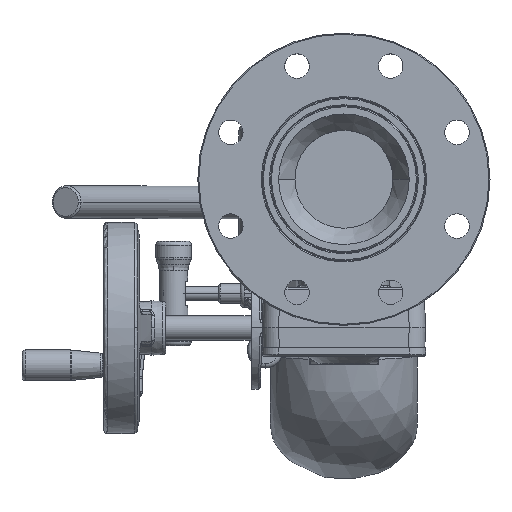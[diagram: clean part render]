
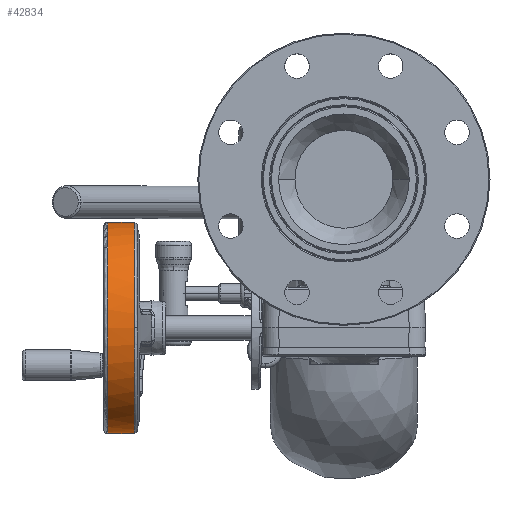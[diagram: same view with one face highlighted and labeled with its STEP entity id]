
A CAD part, top view. The second image highlights one B-rep face of the part: STEP entity #42834.
In plain terms, the highlighted cylindrical face has radius 82.169 mm (diameter 164.338 mm), a partial arc.
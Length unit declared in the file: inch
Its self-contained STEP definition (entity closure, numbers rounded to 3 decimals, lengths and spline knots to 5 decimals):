
#4000 = VERTEX_POINT ( 'NONE', #52459 ) ;
#4001 = VERTEX_POINT ( 'NONE', #52460 ) ;
#4002 = VERTEX_POINT ( 'NONE', #52461 ) ;
#17096 = AXIS2_PLACEMENT_3D ( 'NONE', #20306, #20296, #20295 ) ;
#17482 = AXIS2_PLACEMENT_3D ( 'NONE', #39430, #39432, #39433 ) ;
#18516 = FACE_OUTER_BOUND ( 'NONE', #62164, .T. ) ;
#18517 = CYLINDRICAL_SURFACE ( 'NONE', #17096, 3.235 ) ;
#20295 = DIRECTION ( 'NONE',  ( 0., 0., -1. ) ) ;
#20296 = DIRECTION ( 'NONE',  ( 1., 0., 0. ) ) ;
#20306 = CARTESIAN_POINT ( 'NONE',  ( 0.53035, 0., 0. ) ) ;
#37385 = LINE ( 'NONE', #39450, #37392 ) ;
#37391 = VECTOR ( 'NONE', #39437, 39.37008 ) ;
#37392 = VECTOR ( 'NONE', #39452, 39.37008 ) ;
#37393 = CIRCLE ( 'NONE', #17482, 3.235 ) ;
#37394 = LINE ( 'NONE', #39431, #37391 ) ;
#39386 = CARTESIAN_POINT ( 'NONE',  ( 0.65519, 3.235, 0. ) ) ;
#39395 = CARTESIAN_POINT ( 'NONE',  ( 0.65519, 3.235, -0.16781 ) ) ;
#39396 = CARTESIAN_POINT ( 'NONE',  ( 0.65519, 3.20882, -0.50359 ) ) ;
#39397 = CARTESIAN_POINT ( 'NONE',  ( 0.65519, 3.09196, -0.99493 ) ) ;
#39398 = CARTESIAN_POINT ( 'NONE',  ( 0.65519, 2.90033, -1.46227 ) ) ;
#39399 = CARTESIAN_POINT ( 'NONE',  ( 0.65519, 2.63856, -1.89422 ) ) ;
#39400 = CARTESIAN_POINT ( 'NONE',  ( 0.65519, 2.31299, -2.28039 ) ) ;
#39401 = CARTESIAN_POINT ( 'NONE',  ( 0.65519, 1.9315, -2.6114 ) ) ;
#39402 = CARTESIAN_POINT ( 'NONE',  ( 0.65519, 1.50329, -2.87927 ) ) ;
#39403 = CARTESIAN_POINT ( 'NONE',  ( 0.65519, 1.00783, -3.09072 ) ) ;
#39404 = CARTESIAN_POINT ( 'NONE',  ( 0.65519, 0.50065, -3.21064 ) ) ;
#39405 = CARTESIAN_POINT ( 'NONE',  ( 0.65519, 0.14962, -3.23499 ) ) ;
#39406 = CARTESIAN_POINT ( 'NONE',  ( 0.65519, 0., -3.235 ) ) ;
#39412 = CARTESIAN_POINT ( 'NONE',  ( 0.65519, 0., 3.235 ) ) ;
#39430 = CARTESIAN_POINT ( 'NONE',  ( 1.469, 0., 0. ) ) ;
#39431 = CARTESIAN_POINT ( 'NONE',  ( 0.53035, 0., 3.235 ) ) ;
#39432 = DIRECTION ( 'NONE',  ( -1., 0., 0. ) ) ;
#39433 = DIRECTION ( 'NONE',  ( 0., 0., 1. ) ) ;
#39437 = DIRECTION ( 'NONE',  ( 1., 0., 0. ) ) ;
#39439 = CARTESIAN_POINT ( 'NONE',  ( 0.65519, 0.05729, 3.235 ) ) ;
#39440 = CARTESIAN_POINT ( 'NONE',  ( 0.65519, 0.32545, 3.2279 ) ) ;
#39441 = CARTESIAN_POINT ( 'NONE',  ( 0.65519, 0.8013, 3.15554 ) ) ;
#39442 = CARTESIAN_POINT ( 'NONE',  ( 0.65519, 1.39918, 2.93969 ) ) ;
#39443 = CARTESIAN_POINT ( 'NONE',  ( 0.65519, 1.94372, 2.6118 ) ) ;
#39444 = CARTESIAN_POINT ( 'NONE',  ( 0.65519, 2.4048, 2.19283 ) ) ;
#39445 = CARTESIAN_POINT ( 'NONE',  ( 0.65519, 2.77078, 1.70489 ) ) ;
#39446 = CARTESIAN_POINT ( 'NONE',  ( 0.65519, 3.03579, 1.16953 ) ) ;
#39447 = CARTESIAN_POINT ( 'NONE',  ( 0.65519, 3.19845, 0.59485 ) ) ;
#39448 = CARTESIAN_POINT ( 'NONE',  ( 0.65519, 3.235, 0.1982 ) ) ;
#39449 = CARTESIAN_POINT ( 'NONE',  ( 0.65519, 3.235, 0. ) ) ;
#39450 = CARTESIAN_POINT ( 'NONE',  ( 0.53035, 0., -3.235 ) ) ;
#39452 = DIRECTION ( 'NONE',  ( 1., 0., 0. ) ) ;
#42834 = ADVANCED_FACE ( 'NONE', ( #18516 ), #18517, .T. ) ;
#43768 = ORIENTED_EDGE ( 'NONE', *, *, #44751, .F. ) ;
#43769 = ORIENTED_EDGE ( 'NONE', *, *, #44748, .T. ) ;
#43770 = ORIENTED_EDGE ( 'NONE', *, *, #44743, .T. ) ;
#43771 = ORIENTED_EDGE ( 'NONE', *, *, #44753, .F. ) ;
#43772 = ORIENTED_EDGE ( 'NONE', *, *, #44736, .F. ) ;
#44736 = EDGE_CURVE ( 'NONE', #4001, #47004, #73380, .T. ) ;
#44743 = EDGE_CURVE ( 'NONE', #4002, #63514, #37393, .T. ) ;
#44748 = EDGE_CURVE ( 'NONE', #4000, #4002, #37394, .T. ) ;
#44751 = EDGE_CURVE ( 'NONE', #4000, #4001, #73383, .T. ) ;
#44753 = EDGE_CURVE ( 'NONE', #47004, #63514, #37385, .T. ) ;
#47004 = VERTEX_POINT ( 'NONE', #72716 ) ;
#47373 = CARTESIAN_POINT ( 'NONE',  ( 1.469, 0., -3.235 ) ) ;
#52459 = CARTESIAN_POINT ( 'NONE',  ( 0.65519, 0., 3.235 ) ) ;
#52460 = CARTESIAN_POINT ( 'NONE',  ( 0.65519, 3.235, 0. ) ) ;
#52461 = CARTESIAN_POINT ( 'NONE',  ( 1.469, 0., 3.235 ) ) ;
#62164 = EDGE_LOOP ( 'NONE', ( #43768, #43769, #43770, #43771, #43772 ) ) ;
#63514 = VERTEX_POINT ( 'NONE', #47373 ) ;
#72716 = CARTESIAN_POINT ( 'NONE',  ( 0.65519, 0., -3.235 ) ) ;
#73380 = B_SPLINE_CURVE_WITH_KNOTS ( 'NONE', 3,
 ( #39386, #39395, #39396, #39397, #39398, #39399, #39400, #39401, #39402, #39403, #39404, #39405, #39406 ),
 .UNSPECIFIED., .F., .F.,
 ( 4, 1, 1, 1, 1, 1, 1, 1, 1, 1, 4 ),
 ( 0., 0.06475, 0.1295, 0.19426, 0.25901, 0.32376, 0.38851, 0.45326, 0.51802, 0.5957, 0.65341 ),
 .UNSPECIFIED. ) ;
#73383 = B_SPLINE_CURVE_WITH_KNOTS ( 'NONE', 3,
 ( #39412, #39439, #39440, #39441, #39442, #39443, #39444, #39445, #39446, #39447, #39448, #39449 ),
 .UNSPECIFIED., .F., .F.,
 ( 4, 1, 1, 1, 1, 1, 1, 1, 1, 4 ),
 ( 0.56024, 0.57511, 0.62986, 0.6846, 0.73935, 0.79409, 0.84557, 0.89705, 0.94852, 1. ),
 .UNSPECIFIED. ) ;
